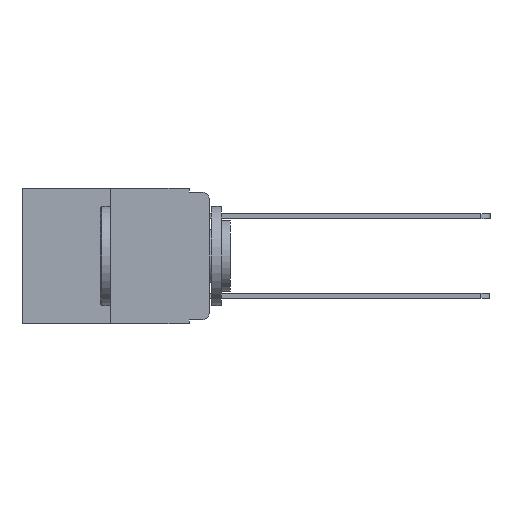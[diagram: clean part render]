
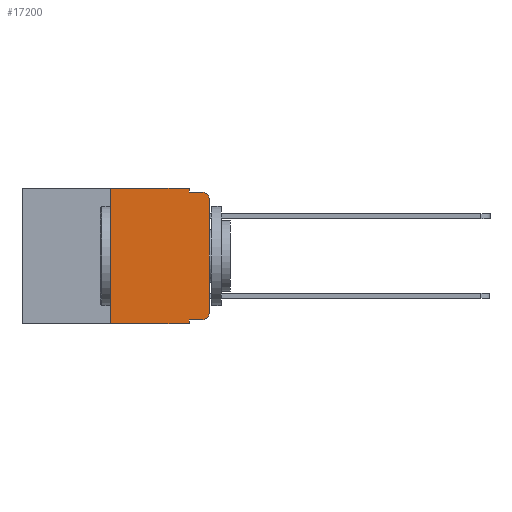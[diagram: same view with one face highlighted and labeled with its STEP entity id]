
A CAD part, left-side view. The second image highlights one B-rep face of the part: STEP entity #17200.
In plain terms, the highlighted planar face has unit normal (-1, 0, 0).
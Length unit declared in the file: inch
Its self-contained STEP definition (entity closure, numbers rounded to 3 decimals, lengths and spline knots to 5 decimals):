
#309 = VECTOR ( 'NONE', #15498, 39.37008 ) ;
#690 = CARTESIAN_POINT ( 'NONE',  ( 0., 0.051, 0. ) ) ;
#761 = ORIENTED_EDGE ( 'NONE', *, *, #14019, .T. ) ;
#779 = LINE ( 'NONE', #690, #10678 ) ;
#786 = DIRECTION ( 'NONE',  ( -1., 0., 0. ) ) ;
#821 = CARTESIAN_POINT ( 'NONE',  ( 0., 0.02, -0.333 ) ) ;
#825 = CIRCLE ( 'NONE', #20406, 0.02 ) ;
#939 = LINE ( 'NONE', #1806, #309 ) ;
#1225 = VERTEX_POINT ( 'NONE', #9000 ) ;
#1356 = DIRECTION ( 'NONE',  ( 0., 0., 1. ) ) ;
#1560 = ORIENTED_EDGE ( 'NONE', *, *, #6307, .T. ) ;
#1585 = VECTOR ( 'NONE', #22728, 39.37008 ) ;
#1664 = CARTESIAN_POINT ( 'NONE',  ( 0., 0.051, -0.333 ) ) ;
#1679 = ORIENTED_EDGE ( 'NONE', *, *, #22778, .T. ) ;
#1806 = CARTESIAN_POINT ( 'NONE',  ( 0., 0.051, -0.01 ) ) ;
#2194 = LINE ( 'NONE', #10741, #22114 ) ;
#3885 = LINE ( 'NONE', #20773, #9697 ) ;
#4579 = VERTEX_POINT ( 'NONE', #7183 ) ;
#4633 = FACE_OUTER_BOUND ( 'NONE', #5237, .T. ) ;
#4723 = DIRECTION ( 'NONE',  ( -1., 0., 0. ) ) ;
#4850 = ORIENTED_EDGE ( 'NONE', *, *, #14749, .F. ) ;
#5237 = EDGE_LOOP ( 'NONE', ( #1679, #9415, #4850, #20601, #9765, #17890, #761, #8300, #24642, #1560 ) ) ;
#5301 = VERTEX_POINT ( 'NONE', #17184 ) ;
#5339 = CARTESIAN_POINT ( 'NONE',  ( 0., 0.25, 0. ) ) ;
#5625 = EDGE_CURVE ( 'NONE', #13597, #1225, #825, .T. ) ;
#6307 = EDGE_CURVE ( 'NONE', #18808, #23115, #20535, .T. ) ;
#6376 = EDGE_CURVE ( 'NONE', #20025, #5301, #18795, .T. ) ;
#6711 = LINE ( 'NONE', #24813, #21457 ) ;
#6793 = PLANE ( 'NONE',  #16332 ) ;
#6864 = DIRECTION ( 'NONE',  ( 0., -1., 0. ) ) ;
#7183 = CARTESIAN_POINT ( 'NONE',  ( 0., 0.051, -0.343 ) ) ;
#7274 = DIRECTION ( 'NONE',  ( 0., 0., 1. ) ) ;
#7442 = LINE ( 'NONE', #24588, #1585 ) ;
#8300 = ORIENTED_EDGE ( 'NONE', *, *, #23833, .F. ) ;
#9000 = CARTESIAN_POINT ( 'NONE',  ( 0., 0.02, -0.01 ) ) ;
#9075 = VECTOR ( 'NONE', #1356, 39.37008 ) ;
#9415 = ORIENTED_EDGE ( 'NONE', *, *, #5625, .T. ) ;
#9697 = VECTOR ( 'NONE', #11264, 39.37008 ) ;
#9765 = ORIENTED_EDGE ( 'NONE', *, *, #15116, .F. ) ;
#10127 = CARTESIAN_POINT ( 'NONE',  ( 0., 0.051, -0.01 ) ) ;
#10463 = CARTESIAN_POINT ( 'NONE',  ( 0., 0.25, -0.343 ) ) ;
#10607 = VERTEX_POINT ( 'NONE', #10127 ) ;
#10678 = VECTOR ( 'NONE', #12502, 39.37008 ) ;
#10741 = CARTESIAN_POINT ( 'NONE',  ( 0., 0.473, 0. ) ) ;
#10762 = DIRECTION ( 'NONE',  ( 1., 0., 0. ) ) ;
#11264 = DIRECTION ( 'NONE',  ( 0., -1., 0. ) ) ;
#12364 = CARTESIAN_POINT ( 'NONE',  ( 0., 0., -0.313 ) ) ;
#12502 = DIRECTION ( 'NONE',  ( 0., 0., -1. ) ) ;
#12593 = CARTESIAN_POINT ( 'NONE',  ( 0., 0.02, -0.313 ) ) ;
#13160 = VERTEX_POINT ( 'NONE', #22218 ) ;
#13597 = VERTEX_POINT ( 'NONE', #17911 ) ;
#13703 = VECTOR ( 'NONE', #7274, 39.37008 ) ;
#14019 = EDGE_CURVE ( 'NONE', #20025, #4579, #7442, .T. ) ;
#14041 = VERTEX_POINT ( 'NONE', #1664 ) ;
#14524 = DIRECTION ( 'NONE',  ( 0., 0., -1. ) ) ;
#14749 = EDGE_CURVE ( 'NONE', #10607, #1225, #939, .T. ) ;
#15065 = CARTESIAN_POINT ( 'NONE',  ( 0., 0., 0. ) ) ;
#15116 = EDGE_CURVE ( 'NONE', #5301, #13160, #2194, .T. ) ;
#15498 = DIRECTION ( 'NONE',  ( 0., -1., 0. ) ) ;
#16332 = AXIS2_PLACEMENT_3D ( 'NONE', #22149, #10762, #24004 ) ;
#16348 = CARTESIAN_POINT ( 'NONE',  ( 0., 0.02, -0.03 ) ) ;
#16866 = EDGE_CURVE ( 'NONE', #13160, #10607, #6711, .T. ) ;
#17184 = CARTESIAN_POINT ( 'NONE',  ( 0., 0.25, 0. ) ) ;
#17200 = ADVANCED_FACE ( 'NONE', ( #4633 ), #6793, .F. ) ;
#17890 = ORIENTED_EDGE ( 'NONE', *, *, #6376, .F. ) ;
#17911 = CARTESIAN_POINT ( 'NONE',  ( 0., 0., -0.03 ) ) ;
#18264 = DIRECTION ( 'NONE',  ( 0., 0., -1. ) ) ;
#18795 = LINE ( 'NONE', #5339, #13703 ) ;
#18808 = VERTEX_POINT ( 'NONE', #821 ) ;
#19503 = AXIS2_PLACEMENT_3D ( 'NONE', #12593, #786, #14524 ) ;
#20025 = VERTEX_POINT ( 'NONE', #10463 ) ;
#20406 = AXIS2_PLACEMENT_3D ( 'NONE', #16348, #4723, #18264 ) ;
#20535 = CIRCLE ( 'NONE', #19503, 0.02 ) ;
#20601 = ORIENTED_EDGE ( 'NONE', *, *, #16866, .F. ) ;
#20773 = CARTESIAN_POINT ( 'NONE',  ( 0., 0.051, -0.333 ) ) ;
#21457 = VECTOR ( 'NONE', #23037, 39.37008 ) ;
#22114 = VECTOR ( 'NONE', #6864, 39.37008 ) ;
#22149 = CARTESIAN_POINT ( 'NONE',  ( 0., 0.473, 0. ) ) ;
#22218 = CARTESIAN_POINT ( 'NONE',  ( 0., 0.051, 0. ) ) ;
#22728 = DIRECTION ( 'NONE',  ( 0., -1., 0. ) ) ;
#22778 = EDGE_CURVE ( 'NONE', #23115, #13597, #24224, .T. ) ;
#22795 = EDGE_CURVE ( 'NONE', #14041, #18808, #3885, .T. ) ;
#23037 = DIRECTION ( 'NONE',  ( 0., 0., -1. ) ) ;
#23115 = VERTEX_POINT ( 'NONE', #12364 ) ;
#23833 = EDGE_CURVE ( 'NONE', #14041, #4579, #779, .T. ) ;
#24004 = DIRECTION ( 'NONE',  ( 0., 0., -1. ) ) ;
#24224 = LINE ( 'NONE', #15065, #9075 ) ;
#24588 = CARTESIAN_POINT ( 'NONE',  ( 0., 0.473, -0.343 ) ) ;
#24642 = ORIENTED_EDGE ( 'NONE', *, *, #22795, .T. ) ;
#24813 = CARTESIAN_POINT ( 'NONE',  ( 0., 0.051, 0. ) ) ;
